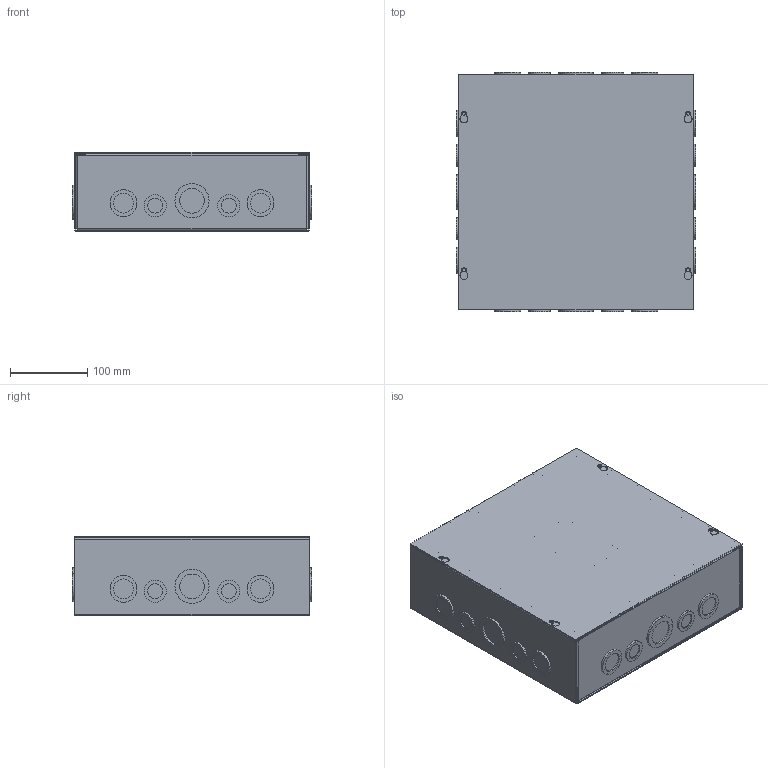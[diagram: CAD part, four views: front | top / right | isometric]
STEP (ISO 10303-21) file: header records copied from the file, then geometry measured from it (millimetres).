
FILE_DESCRIPTION(/* description */ ('Unknown'),/* implementation_level */ '2;1');
FILE_NAME(/* name */ 'CSKO12124',/* time_stamp */ '2019-02-06T14:00:01-05:00',/* author */ ('Unknown'),/* organization */ ('Unknown'),/* preprocessor_version */ 'ST-DEVELOPER v16.7',/* originating_system */ 'DEX',/* authorisation */ $);
FILE_SCHEMA (('AUTOMOTIVE_DESIGN {1 0 10303 214 3 1 1}'));
Length unit declared in the file: millimetre
Products named in the file (8): CSKO12124; QLB20292; COM56466; COM56472; KIT90783; LAB30005; SCS19515; COM56468
Assembly tree (8 placements, depth 3):
  CSKO12124
    QLB20292
    COM56466  x2
    COM56472
    KIT90783
      LAB30005
      SCS19515
    COM56468
Bounding box: 310.74 x 310.74 x 103.05 mm (x, y, z)
Volume: 498405.6 mm3; surface area: 701964 mm2
Topology: 6 solids, 6 shells, 429 faces, 952 edges, 634 vertices
Faces by surface type: plane 262, cylinder 138, bspline 22, torus 4, cone 3
Full cylindrical faces by diameter (mm): 4.318 x5, 4.826 x1, 7.137 x4, 7.214 x1, 9.525 x1, 12.497 x1, 12.7 x1, 19.329 x8, 22.225 x8, 25.679 x16, 28.575 x16, 32.029 x12, 34.925 x12, 41.554 x4, 44.45 x4
Entity records: 10920 total; most frequent: CARTESIAN_POINT 3157, DIRECTION 1523, ORIENTED_EDGE 1394, EDGE_CURVE 697, AXIS2_PLACEMENT_3D 578, EDGE_LOOP 555, FACE_BOUND 555, VERTEX_POINT 510
